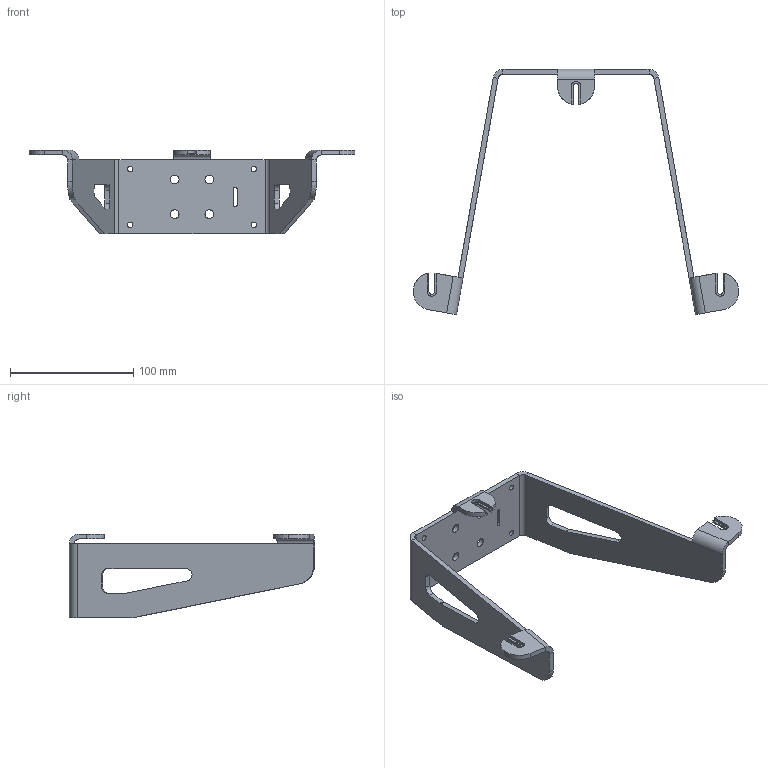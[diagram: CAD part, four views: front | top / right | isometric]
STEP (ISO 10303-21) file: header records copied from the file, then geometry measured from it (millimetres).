
FILE_DESCRIPTION(('FreeCAD Model'),'2;1');
FILE_NAME('PP-MP0290_bed_bracket.step','2019-10-09T12:32:19',('Author'),('' ),'Open CASCADE STEP processor 7.3','FreeCAD','Unknown');
FILE_SCHEMA(('AUTOMOTIVE_DESIGN { 1 0 10303 214 1 1 1 1 }'));
Length unit declared in the file: millimetre
Products named in the file (1): folded
Bounding box: 263.68 x 198.6 x 68 mm (x, y, z)
Volume: 107588.2 mm3; surface area: 61624.1 mm2
Topology: 1 solids, 1 shells, 106 faces, 280 edges, 176 vertices
Faces by surface type: plane 60, cylinder 46
Full cylindrical faces by diameter (mm): 4.4 x4, 7 x4
Entity records: 7016 total; most frequent: CARTESIAN_POINT 1499, DIRECTION 1009, ORIENTED_EDGE 560, PCURVE 560, DEFINITIONAL_REPRESENTATION 560, LINE 554, VECTOR 554, EDGE_CURVE 280
